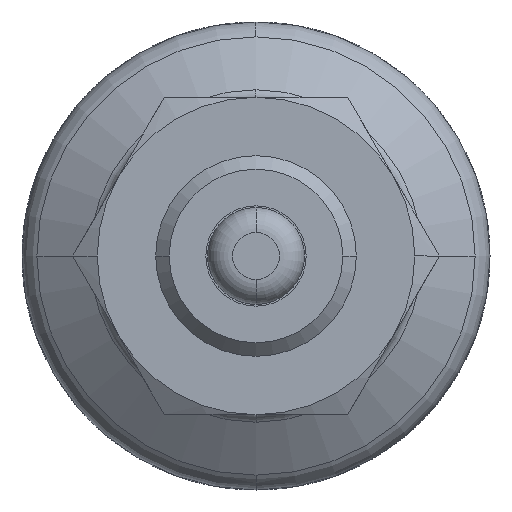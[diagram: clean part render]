
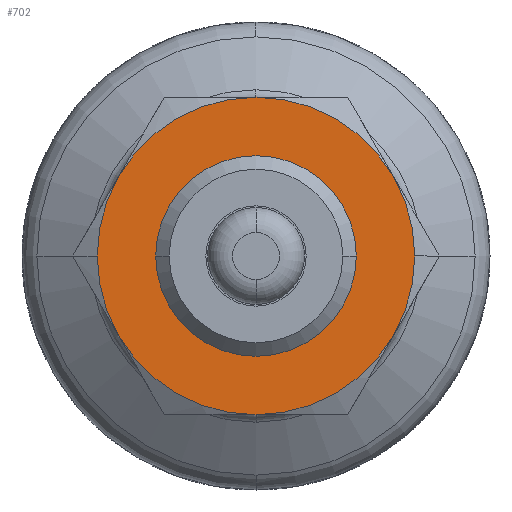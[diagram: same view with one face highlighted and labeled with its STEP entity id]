
A CAD part, front view. The second image highlights one B-rep face of the part: STEP entity #702.
In plain terms, the highlighted planar face has unit normal (0, -1, 0).
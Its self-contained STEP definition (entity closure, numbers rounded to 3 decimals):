
#702=ADVANCED_FACE('',(#2040,#2041),#2042,.T.);
#2040=FACE_OUTER_BOUND('',#4018,.T.);
#2041=FACE_BOUND('',#4019,.T.);
#2042=PLANE('',#4020);
#4018=EDGE_LOOP('',(#6038,#6039,#6040,#6041,#6042,#6043,#6044,#6045));
#4019=EDGE_LOOP('',(#6046,#6047));
#4020=AXIS2_PLACEMENT_3D('',#6048,#6049,#6050);
#6038=ORIENTED_EDGE('',*,*,#12459,.F.);
#6039=ORIENTED_EDGE('',*,*,#12460,.F.);
#6040=ORIENTED_EDGE('',*,*,#12461,.F.);
#6041=ORIENTED_EDGE('',*,*,#12462,.F.);
#6042=ORIENTED_EDGE('',*,*,#12448,.F.);
#6043=ORIENTED_EDGE('',*,*,#12463,.F.);
#6044=ORIENTED_EDGE('',*,*,#12464,.F.);
#6045=ORIENTED_EDGE('',*,*,#12443,.F.);
#6046=ORIENTED_EDGE('',*,*,#12432,.T.);
#6047=ORIENTED_EDGE('',*,*,#12465,.T.);
#6048=CARTESIAN_POINT('',(4.75,22.0,0.0));
#6049=DIRECTION('',(-0.0,-1.0,-0.0));
#6050=DIRECTION('',(-1.0,0.0,0.0));
#12432=EDGE_CURVE('',#15017,#15020,#15022,.T.);
#12443=EDGE_CURVE('',#15038,#15041,#15042,.T.);
#12448=EDGE_CURVE('',#15048,#15046,#15050,.T.);
#12459=EDGE_CURVE('',#15065,#15038,#15066,.T.);
#12460=EDGE_CURVE('',#15067,#15065,#15068,.T.);
#12461=EDGE_CURVE('',#15069,#15067,#15070,.T.);
#12462=EDGE_CURVE('',#15046,#15069,#15071,.T.);
#12463=EDGE_CURVE('',#15072,#15048,#15073,.T.);
#12464=EDGE_CURVE('',#15041,#15072,#15074,.T.);
#12465=EDGE_CURVE('',#15020,#15017,#15075,.T.);
#15017=VERTEX_POINT('',#18890);
#15020=VERTEX_POINT('',#18894);
#15022=CIRCLE('',#18897,5.188);
#15038=VERTEX_POINT('',#18937);
#15041=VERTEX_POINT('',#18941);
#15042=CIRCLE('',#18942,9.5);
#15046=VERTEX_POINT('',#18957);
#15048=VERTEX_POINT('',#18960);
#15050=CIRCLE('',#18973,9.5);
#15065=VERTEX_POINT('',#18990);
#15066=CIRCLE('',#18991,9.5);
#15067=VERTEX_POINT('',#18992);
#15068=CIRCLE('',#18993,9.5);
#15069=VERTEX_POINT('',#18994);
#15070=CIRCLE('',#18995,9.5);
#15071=CIRCLE('',#18996,9.5);
#15072=VERTEX_POINT('',#18997);
#15073=CIRCLE('',#18998,9.5);
#15074=CIRCLE('',#18999,9.5);
#15075=CIRCLE('',#19000,5.188);
#18890=CARTESIAN_POINT('',(5.188,22.0,0.0));
#18894=CARTESIAN_POINT('',(-5.188,22.0,0.));
#18897=AXIS2_PLACEMENT_3D('',#24029,#24030,#24031);
#18937=CARTESIAN_POINT('',(9.5,22.0,0.));
#18941=CARTESIAN_POINT('',(8.227,22.0,-4.75));
#18942=AXIS2_PLACEMENT_3D('',#24041,#24042,#24043);
#18957=CARTESIAN_POINT('',(-9.5,22.0,0.));
#18960=CARTESIAN_POINT('',(-8.227,22.0,-4.75));
#18973=AXIS2_PLACEMENT_3D('',#24045,#24046,#24047);
#18990=CARTESIAN_POINT('',(8.227,22.0,4.75));
#18991=AXIS2_PLACEMENT_3D('',#24062,#24063,#24064);
#18992=CARTESIAN_POINT('',(0.,22.0,9.5));
#18993=AXIS2_PLACEMENT_3D('',#24065,#24066,#24067);
#18994=CARTESIAN_POINT('',(-8.227,22.0,4.75));
#18995=AXIS2_PLACEMENT_3D('',#24068,#24069,#24070);
#18996=AXIS2_PLACEMENT_3D('',#24071,#24072,#24073);
#18997=CARTESIAN_POINT('',(0.0,22.0,-9.5));
#18998=AXIS2_PLACEMENT_3D('',#24074,#24075,#24076);
#18999=AXIS2_PLACEMENT_3D('',#24077,#24078,#24079);
#19000=AXIS2_PLACEMENT_3D('',#24080,#24081,#24082);
#24029=CARTESIAN_POINT('',(0.0,22.0,0.0));
#24030=DIRECTION('',(-0.0,1.0,0.0));
#24031=DIRECTION('',(1.0,0.0,0.0));
#24041=CARTESIAN_POINT('',(0.0,22.0,0.0));
#24042=DIRECTION('',(-0.0,1.0,0.0));
#24043=DIRECTION('',(1.0,0.0,0.0));
#24045=CARTESIAN_POINT('',(0.0,22.0,0.0));
#24046=DIRECTION('',(-0.0,1.0,0.0));
#24047=DIRECTION('',(1.0,0.0,0.0));
#24062=CARTESIAN_POINT('',(0.0,22.0,0.0));
#24063=DIRECTION('',(-0.0,1.0,0.0));
#24064=DIRECTION('',(1.0,0.0,0.0));
#24065=CARTESIAN_POINT('',(0.0,22.0,0.0));
#24066=DIRECTION('',(-0.0,1.0,0.0));
#24067=DIRECTION('',(1.0,0.0,0.0));
#24068=CARTESIAN_POINT('',(0.0,22.0,0.0));
#24069=DIRECTION('',(-0.0,1.0,0.0));
#24070=DIRECTION('',(1.0,0.0,0.0));
#24071=CARTESIAN_POINT('',(0.0,22.0,0.0));
#24072=DIRECTION('',(-0.0,1.0,0.0));
#24073=DIRECTION('',(1.0,0.0,0.0));
#24074=CARTESIAN_POINT('',(0.0,22.0,0.0));
#24075=DIRECTION('',(-0.0,1.0,0.0));
#24076=DIRECTION('',(1.0,0.0,0.0));
#24077=CARTESIAN_POINT('',(0.0,22.0,0.0));
#24078=DIRECTION('',(-0.0,1.0,0.0));
#24079=DIRECTION('',(1.0,0.0,0.0));
#24080=CARTESIAN_POINT('',(0.0,22.0,0.0));
#24081=DIRECTION('',(-0.0,1.0,0.0));
#24082=DIRECTION('',(1.0,0.0,0.0));
